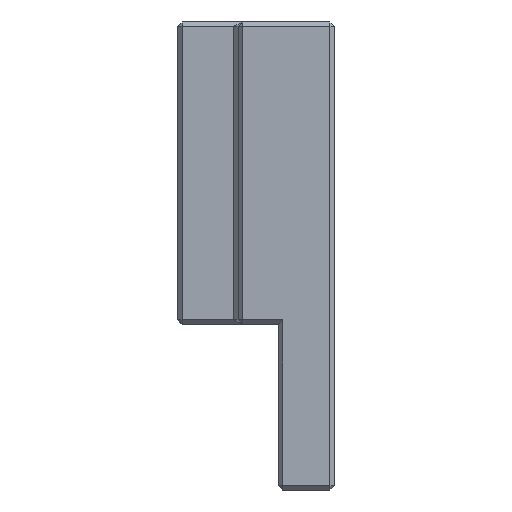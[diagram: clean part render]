
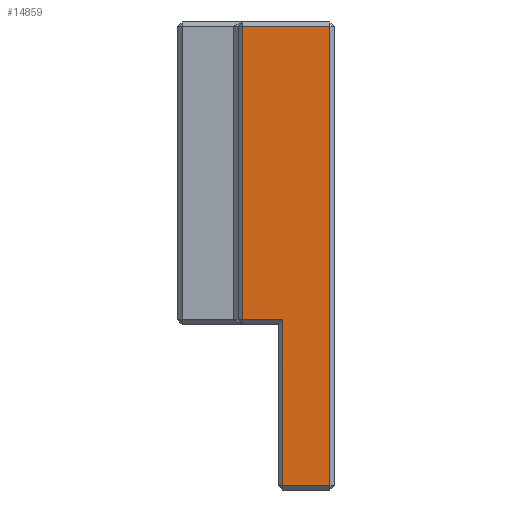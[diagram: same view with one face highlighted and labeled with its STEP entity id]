
A CAD part, left-side view. The second image highlights one B-rep face of the part: STEP entity #14859.
In plain terms, the highlighted planar face has unit normal (-1, 0, 0).
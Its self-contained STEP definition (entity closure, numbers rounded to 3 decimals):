
#560=FACE_OUTER_BOUND('',#1512,.T.);
#1512=EDGE_LOOP('',(#11025,#11026,#11027,#11028,#11029,#11030));
#2206=LINE('',#20857,#4180);
#2217=LINE('',#20878,#4191);
#2878=LINE('',#22413,#4852);
#2880=LINE('',#22416,#4854);
#2886=LINE('',#22425,#4860);
#2887=LINE('',#22427,#4861);
#4180=VECTOR('',#16669,10.);
#4191=VECTOR('',#16692,10.);
#4852=VECTOR('',#18155,10.);
#4854=VECTOR('',#18159,10.);
#4860=VECTOR('',#18171,10.);
#4861=VECTOR('',#18174,10.);
#6152=VERTEX_POINT('',#20839);
#6157=VERTEX_POINT('',#20852);
#6161=VERTEX_POINT('',#20876);
#6599=VERTEX_POINT('',#22333);
#6607=VERTEX_POINT('',#22360);
#6614=VERTEX_POINT('',#22381);
#7360=EDGE_CURVE('',#6157,#6152,#2206,.T.);
#7371=EDGE_CURVE('',#6152,#6161,#2217,.T.);
#8134=EDGE_CURVE('',#6607,#6614,#2878,.T.);
#8136=EDGE_CURVE('',#6614,#6157,#2880,.T.);
#8142=EDGE_CURVE('',#6599,#6607,#2886,.T.);
#8143=EDGE_CURVE('',#6161,#6599,#2887,.T.);
#11025=ORIENTED_EDGE('',*,*,#8136,.F.);
#11026=ORIENTED_EDGE('',*,*,#8134,.F.);
#11027=ORIENTED_EDGE('',*,*,#8142,.F.);
#11028=ORIENTED_EDGE('',*,*,#8143,.F.);
#11029=ORIENTED_EDGE('',*,*,#7371,.F.);
#11030=ORIENTED_EDGE('',*,*,#7360,.F.);
#13940=PLANE('',#15913);
#14859=ADVANCED_FACE('',(#560),#13940,.T.);
#15913=AXIS2_PLACEMENT_3D('',#22442,#18196,#18197);
#16669=DIRECTION('',(0.,1.,0.));
#16692=DIRECTION('',(0.,0.,1.));
#18155=DIRECTION('',(0.,-1.,0.));
#18159=DIRECTION('',(0.,0.,-1.));
#18171=DIRECTION('',(0.,0.,1.));
#18174=DIRECTION('',(0.,1.,0.));
#18196=DIRECTION('center_axis',(-1.,0.,0.));
#18197=DIRECTION('ref_axis',(0.,0.,1.));
#20839=CARTESIAN_POINT('',(-186.8,52.169,-76.013));
#20852=CARTESIAN_POINT('',(-186.8,47.969,-76.013));
#20857=CARTESIAN_POINT('',(-186.8,47.569,-76.013));
#20876=CARTESIAN_POINT('',(-186.8,52.169,-61.213));
#20878=CARTESIAN_POINT('',(-186.8,52.169,-64.013));
#22333=CARTESIAN_POINT('',(-186.8,55.769,-61.213));
#22360=CARTESIAN_POINT('',(-186.8,55.769,-35.013));
#22381=CARTESIAN_POINT('',(-186.8,47.969,-35.013));
#22413=CARTESIAN_POINT('',(-186.8,47.569,-35.013));
#22416=CARTESIAN_POINT('',(-186.8,47.969,-54.863));
#22425=CARTESIAN_POINT('',(-186.8,55.769,-54.863));
#22427=CARTESIAN_POINT('',(-186.8,47.569,-61.213));
#22442=CARTESIAN_POINT('Origin',(-186.8,47.569,-61.613));
